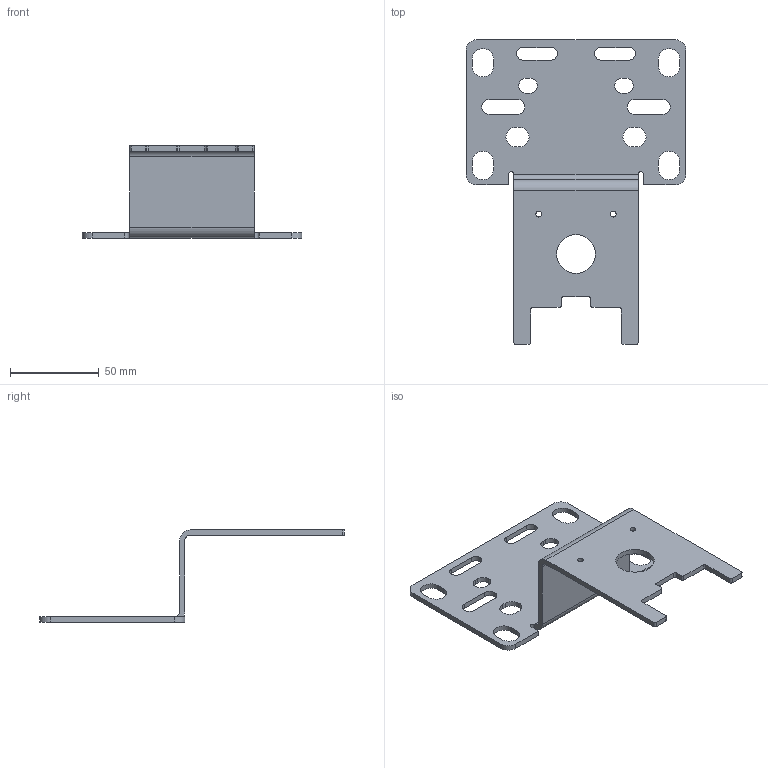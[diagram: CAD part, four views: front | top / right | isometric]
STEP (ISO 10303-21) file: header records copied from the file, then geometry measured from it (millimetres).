
FILE_DESCRIPTION( ( 'STEP AP214' ), ' ' );
FILE_NAME( 'KBW.4-1225.stp', '2017-03-08T13:40:36', ( '' ), ( '' ), ' ', 'PARTsolutions', ' ' );
FILE_SCHEMA( ( 'AUTOMOTIVE_DESIGN { 1 0 10303 214 1 1 1 1 }' ) );
Length unit declared in the file: millimetre
Products named in the file (1): _KBW.4-1225
Bounding box: 124 x 172 x 52 mm (x, y, z)
Volume: 48847.2 mm3; surface area: 36719.9 mm2
Topology: 1 solids, 1 shells, 95 faces, 275 edges, 182 vertices
Faces by surface type: plane 48, cylinder 47
Full cylindrical faces by diameter (mm): 3.3 x2, 22 x1
Entity records: 3972 total; most frequent: DIRECTION 558, CARTESIAN_POINT 550, ORIENTED_EDGE 544, EDGE_CURVE 272, AXIS2_PLACEMENT_3D 190, VERTEX_POINT 182, LINE 178, VECTOR 178
